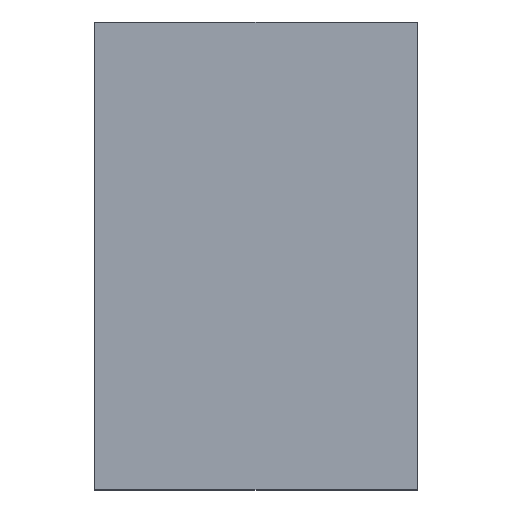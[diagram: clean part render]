
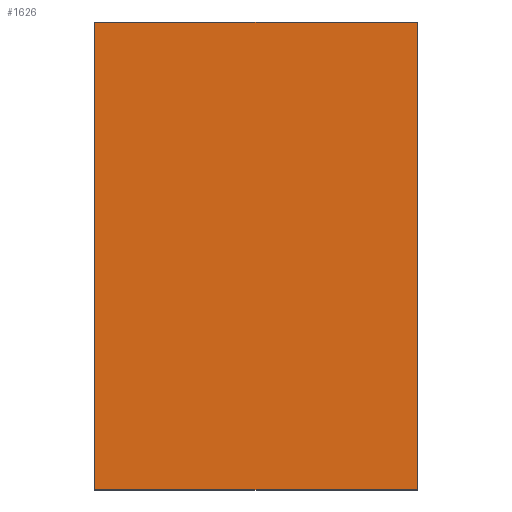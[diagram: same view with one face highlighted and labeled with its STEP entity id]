
A CAD part, top view. The second image highlights one B-rep face of the part: STEP entity #1626.
In plain terms, the highlighted face is planar.
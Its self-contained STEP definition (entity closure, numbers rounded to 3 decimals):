
#542=DIRECTION('',(0.,0.,1.));
#543=VECTOR('',#542,1.45);
#544=CARTESIAN_POINT('',(-0.5,0.55,-0.725));
#545=LINE('',#544,#543);
#549=DIRECTION('',(-1.,0.,0.));
#550=VECTOR('',#549,1.);
#551=CARTESIAN_POINT('',(0.5,0.55,-0.725));
#552=LINE('',#551,#550);
#556=DIRECTION('',(0.,0.,-1.));
#557=VECTOR('',#556,1.45);
#558=CARTESIAN_POINT('',(0.5,0.55,0.725));
#559=LINE('',#558,#557);
#563=DIRECTION('',(1.,0.,0.));
#564=VECTOR('',#563,1.);
#565=CARTESIAN_POINT('',(-0.5,0.55,0.725));
#566=LINE('',#565,#564);
#1173=CARTESIAN_POINT('',(-0.5,0.55,-0.725));
#1174=CARTESIAN_POINT('',(-0.5,0.55,0.725));
#1175=VERTEX_POINT('',#1173);
#1176=VERTEX_POINT('',#1174);
#1177=CARTESIAN_POINT('',(0.5,0.55,0.725));
#1178=VERTEX_POINT('',#1177);
#1179=CARTESIAN_POINT('',(0.5,0.55,-0.725));
#1180=VERTEX_POINT('',#1179);
#1615=CARTESIAN_POINT('',(0.,0.55,0.));
#1616=DIRECTION('',(0.,1.,0.));
#1617=DIRECTION('',(1.,0.,0.));
#1618=AXIS2_PLACEMENT_3D('',#1615,#1616,#1617);
#1619=PLANE('',#1618);
#1620=ORIENTED_EDGE('',*,*,#1467,.F.);
#1621=ORIENTED_EDGE('',*,*,#1512,.F.);
#1622=ORIENTED_EDGE('',*,*,#1546,.F.);
#1623=ORIENTED_EDGE('',*,*,#1589,.F.);
#1624=EDGE_LOOP('',(#1620,#1621,#1622,#1623));
#1625=FACE_OUTER_BOUND('',#1624,.F.);
#1467=EDGE_CURVE('',#1175,#1176,#545,.T.);
#1512=EDGE_CURVE('',#1180,#1175,#552,.T.);
#1546=EDGE_CURVE('',#1178,#1180,#559,.T.);
#1589=EDGE_CURVE('',#1176,#1178,#566,.T.);
#1626=ADVANCED_FACE('',(#1625),#1619,.T.);
